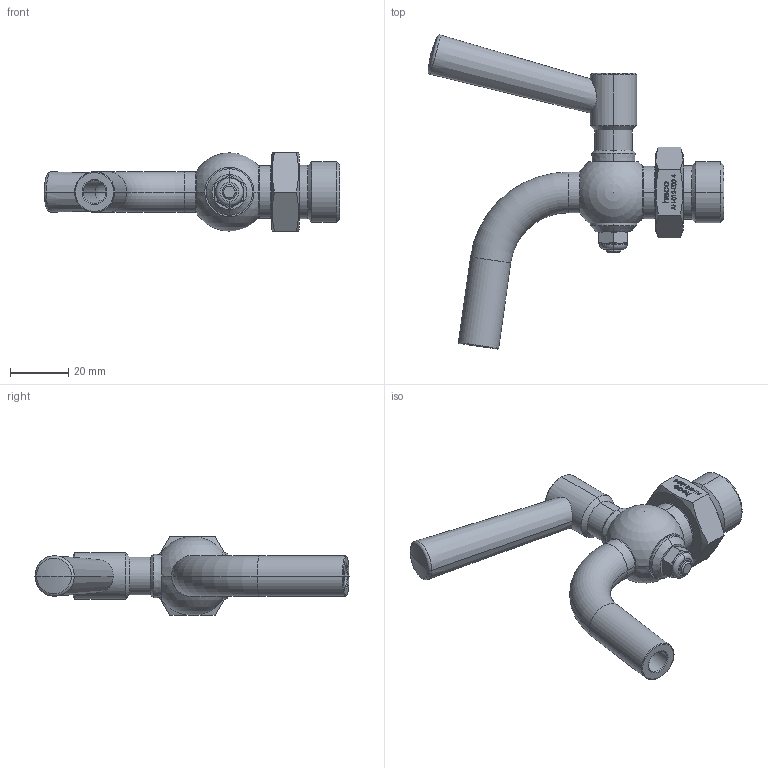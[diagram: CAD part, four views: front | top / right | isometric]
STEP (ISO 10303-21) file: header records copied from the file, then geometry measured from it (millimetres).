
FILE_DESCRIPTION (( 'STEP AP214' ), '1' );
FILE_NAME ('AH-012-E00-4 Ablasshahn heco.STEP', '2016-08-03T07:42:18', ( '' ), ( '' ), 'SwSTEP 2.0', 'SolidWorks 2016', '' );
FILE_SCHEMA (( 'AUTOMOTIVE_DESIGN' ));
Length unit declared in the file: millimetre
Products named in the file (1): AH-012-E00-4 Ablasshahn heco
Bounding box: 101.76 x 108.06 x 27 mm (x, y, z)
Volume: 39846.3 mm3; surface area: 15090.4 mm2
Topology: 1 solids, 1 shells, 334 faces, 833 edges, 537 vertices
Faces by surface type: plane 151, bspline 103, cone 28, cylinder 28, torus 20, sphere 4
Entity records: 19613 total; most frequent: CARTESIAN_POINT 8640, ORIENTED_EDGE 1654, DIRECTION 1181, EDGE_CURVE 827, VERTEX_POINT 533, LINE 465, VECTOR 465, EDGE_LOOP 374
